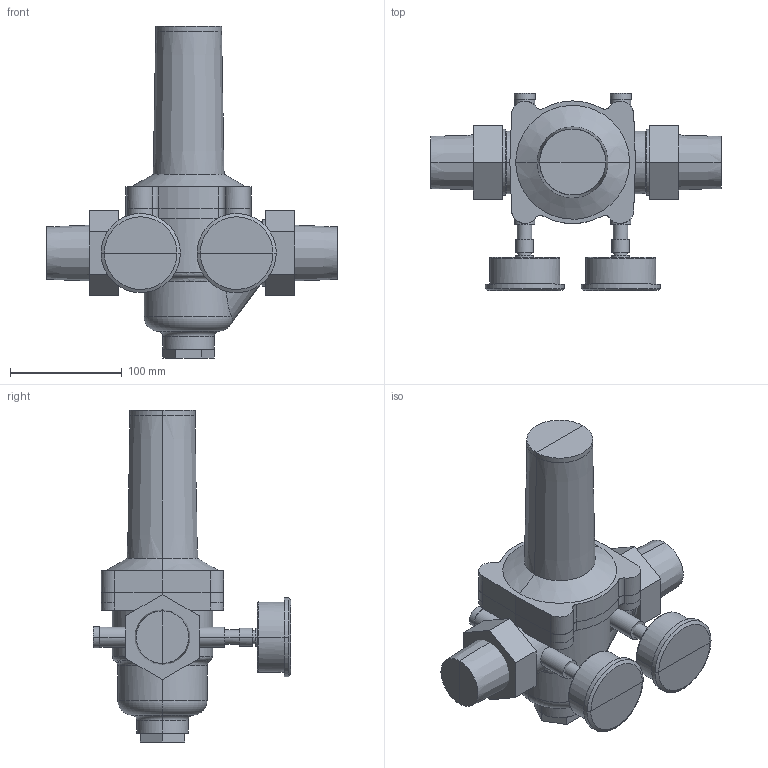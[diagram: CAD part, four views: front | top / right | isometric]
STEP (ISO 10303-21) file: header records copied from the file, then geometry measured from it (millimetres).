
FILE_DESCRIPTION(('CATIA V5 STEP Exchange','CAx-IF Rec.Pracs.--- Model Styling and Organization---1.5--- 2016-08-15','CAx-IF Rec.Pracs.---Supplemental Geometry---1.0---2011-11-01','CAx-IF Rec.Pracs.--- Composite Materials ---3.4---2017-06-13','CAx-IF Rec.Pracs.---Tessellated 3D Geometry---1.0---2015-12-17'),'2;1');
FILE_NAME('STEP_536581_-_TST.stp','2023-05-31T15:04:47+00:00',('none'),('none'),'CATIA Version 5-6 Release 2020 SP5','CATIA V5 STEP AP242 v2','none');
FILE_SCHEMA(('AP242_MANAGED_MODEL_BASED_3D_ENGINEERING_MIM_LF {1 0 10303 442 1 1 4}'));
Length unit declared in the file: millimetre
Products named in the file (1): 536581 - TST
Bounding box: 260 x 177 x 297.5 mm (x, y, z)
Volume: 2240466.8 mm3; surface area: 219037 mm2
Topology: 13 solids, 13 shells, 211 faces, 467 edges, 283 vertices
Faces by surface type: plane 101, cylinder 80, cone 18, torus 12
Entity records: 7388 total; most frequent: CARTESIAN_POINT 3738, ORIENTED_EDGE 934, EDGE_CURVE 467, B_SPLINE_CURVE_WITH_KNOTS 423, DIRECTION 422, VERTEX_POINT 283, AXIS2_PLACEMENT_3D 212, EDGE_LOOP 212
